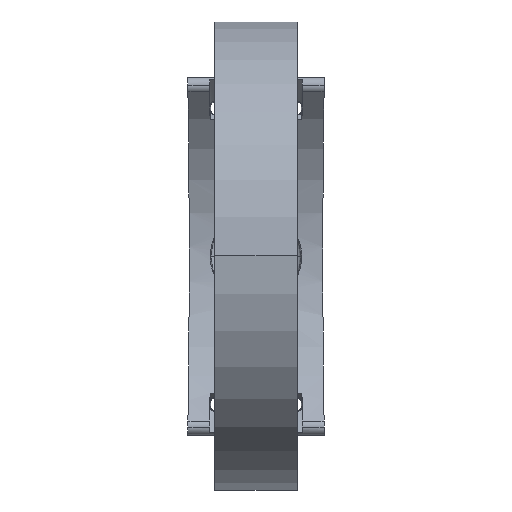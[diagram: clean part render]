
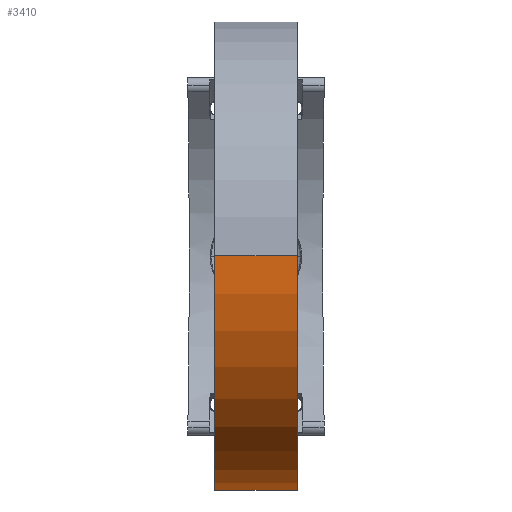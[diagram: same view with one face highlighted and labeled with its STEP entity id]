
A CAD part, top view. The second image highlights one B-rep face of the part: STEP entity #3410.
In plain terms, the highlighted cylindrical face has radius 57.063 mm (diameter 114.126 mm), a partial arc.
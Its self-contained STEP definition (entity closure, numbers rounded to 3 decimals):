
#27 = LINE ( 'NONE', #8333, #7024 ) ;
#241 = DIRECTION ( 'NONE',  ( 1., 0., 0. ) ) ;
#596 = CARTESIAN_POINT ( 'NONE',  ( 10., 0., 0. ) ) ;
#833 = EDGE_CURVE ( 'NONE', #11118, #9394, #27, .T. ) ;
#1737 = ORIENTED_EDGE ( 'NONE', *, *, #13274, .F. ) ;
#3150 = AXIS2_PLACEMENT_3D ( 'NONE', #596, #3776, #7952 ) ;
#3410 = ADVANCED_FACE ( 'NONE', ( #11987 ), #13083, .T. ) ;
#3620 = CARTESIAN_POINT ( 'NONE',  ( 10., -48.237, -30.486 ) ) ;
#3644 = DIRECTION ( 'NONE',  ( 0., 0., -1. ) ) ;
#3776 = DIRECTION ( 'NONE',  ( -1., 0., 0. ) ) ;
#4558 = EDGE_CURVE ( 'NONE', #9394, #9179, #7261, .T. ) ;
#4857 = CARTESIAN_POINT ( 'NONE',  ( -10., 0., 57.063 ) ) ;
#5005 = AXIS2_PLACEMENT_3D ( 'NONE', #11922, #7880, #3644 ) ;
#6090 = VERTEX_POINT ( 'NONE', #3620 ) ;
#6325 = DIRECTION ( 'NONE',  ( 0., 0., -1. ) ) ;
#6398 = DIRECTION ( 'NONE',  ( -1., 0., 0. ) ) ;
#6979 = EDGE_LOOP ( 'NONE', ( #12377, #12206, #10947, #1737 ) ) ;
#7024 = VECTOR ( 'NONE', #12514, 1000. ) ;
#7261 = CIRCLE ( 'NONE', #9423, 57.063 ) ;
#7348 = LINE ( 'NONE', #13428, #12344 ) ;
#7880 = DIRECTION ( 'NONE',  ( 1., 0., 0. ) ) ;
#7952 = DIRECTION ( 'NONE',  ( 0., 0., 1. ) ) ;
#8333 = CARTESIAN_POINT ( 'NONE',  ( 10., 0., 57.063 ) ) ;
#9179 = VERTEX_POINT ( 'NONE', #12479 ) ;
#9394 = VERTEX_POINT ( 'NONE', #4857 ) ;
#9423 = AXIS2_PLACEMENT_3D ( 'NONE', #11776, #241, #6325 ) ;
#9911 = CARTESIAN_POINT ( 'NONE',  ( 10., 0., 57.063 ) ) ;
#10947 = ORIENTED_EDGE ( 'NONE', *, *, #4558, .T. ) ;
#11084 = CIRCLE ( 'NONE', #5005, 57.063 ) ;
#11118 = VERTEX_POINT ( 'NONE', #9911 ) ;
#11776 = CARTESIAN_POINT ( 'NONE',  ( -10., 0., 0. ) ) ;
#11789 = EDGE_CURVE ( 'NONE', #11118, #6090, #11084, .T. ) ;
#11922 = CARTESIAN_POINT ( 'NONE',  ( 10., 0., 0. ) ) ;
#11987 = FACE_OUTER_BOUND ( 'NONE', #6979, .T. ) ;
#12206 = ORIENTED_EDGE ( 'NONE', *, *, #833, .T. ) ;
#12344 = VECTOR ( 'NONE', #6398, 1000. ) ;
#12377 = ORIENTED_EDGE ( 'NONE', *, *, #11789, .F. ) ;
#12479 = CARTESIAN_POINT ( 'NONE',  ( -10., -48.237, -30.486 ) ) ;
#12514 = DIRECTION ( 'NONE',  ( -1., 0., 0. ) ) ;
#13083 = CYLINDRICAL_SURFACE ( 'NONE', #3150, 57.063 ) ;
#13274 = EDGE_CURVE ( 'NONE', #6090, #9179, #7348, .T. ) ;
#13428 = CARTESIAN_POINT ( 'NONE',  ( 10., -48.237, -30.486 ) ) ;
